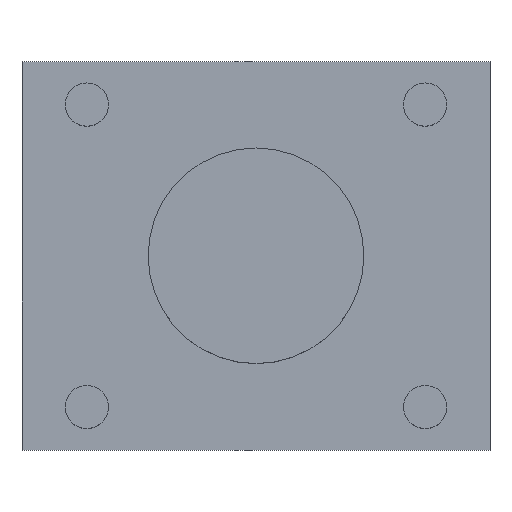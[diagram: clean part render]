
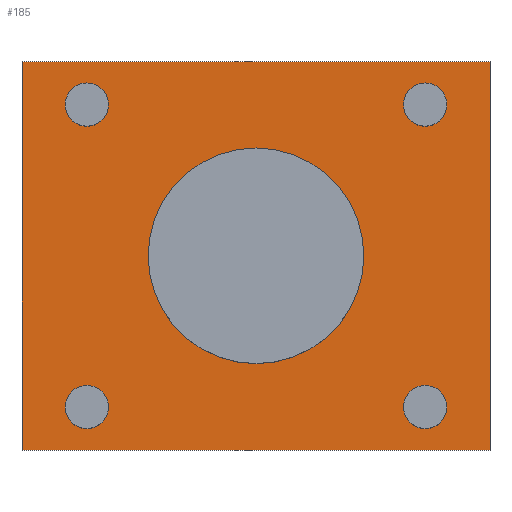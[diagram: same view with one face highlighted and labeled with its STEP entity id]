
A CAD part, top view. The second image highlights one B-rep face of the part: STEP entity #185.
In plain terms, the highlighted planar face has unit normal (0, 0, 1).
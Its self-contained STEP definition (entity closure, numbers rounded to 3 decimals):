
#94=LINE('',#1130,#142);
#95=LINE('',#1133,#143);
#96=LINE('',#1135,#144);
#97=LINE('',#1137,#145);
#142=VECTOR('',#909,1.);
#143=VECTOR('',#910,1.);
#144=VECTOR('',#911,1.);
#145=VECTOR('',#912,1.);
#185=ADVANCED_FACE('',(#264,#265,#266,#267,#268,#269),#229,.F.);
#229=PLANE('',#783);
#264=FACE_BOUND('',#310,.T.);
#265=FACE_BOUND('',#311,.T.);
#266=FACE_BOUND('',#312,.T.);
#267=FACE_BOUND('',#313,.T.);
#268=FACE_BOUND('',#314,.T.);
#269=FACE_BOUND('',#315,.T.);
#310=EDGE_LOOP('',(#405));
#311=EDGE_LOOP('',(#406));
#312=EDGE_LOOP('',(#407,#408,#409,#410));
#313=EDGE_LOOP('',(#411));
#314=EDGE_LOOP('',(#412));
#315=EDGE_LOOP('',(#413));
#405=ORIENTED_EDGE('',*,*,#632,.F.);
#406=ORIENTED_EDGE('',*,*,#633,.F.);
#407=ORIENTED_EDGE('',*,*,#634,.T.);
#408=ORIENTED_EDGE('',*,*,#635,.F.);
#409=ORIENTED_EDGE('',*,*,#636,.F.);
#410=ORIENTED_EDGE('',*,*,#637,.T.);
#411=ORIENTED_EDGE('',*,*,#638,.F.);
#412=ORIENTED_EDGE('',*,*,#639,.F.);
#413=ORIENTED_EDGE('',*,*,#631,.F.);
#564=VERTEX_POINT('',#1124);
#565=VERTEX_POINT('',#1127);
#566=VERTEX_POINT('',#1129);
#567=VERTEX_POINT('',#1131);
#568=VERTEX_POINT('',#1132);
#569=VERTEX_POINT('',#1134);
#570=VERTEX_POINT('',#1136);
#571=VERTEX_POINT('',#1139);
#572=VERTEX_POINT('',#1141);
#631=EDGE_CURVE('',#564,#564,#704,.T.);
#632=EDGE_CURVE('',#565,#565,#705,.T.);
#633=EDGE_CURVE('',#566,#566,#706,.T.);
#634=EDGE_CURVE('',#567,#568,#94,.T.);
#635=EDGE_CURVE('',#569,#568,#95,.T.);
#636=EDGE_CURVE('',#570,#569,#96,.T.);
#637=EDGE_CURVE('',#570,#567,#97,.T.);
#638=EDGE_CURVE('',#571,#571,#707,.T.);
#639=EDGE_CURVE('',#572,#572,#708,.T.);
#704=CIRCLE('',#777,6.);
#705=CIRCLE('',#779,6.);
#706=CIRCLE('',#780,6.);
#707=CIRCLE('',#781,29.95);
#708=CIRCLE('',#782,6.);
#777=AXIS2_PLACEMENT_3D('',#1123,#901,#902);
#779=AXIS2_PLACEMENT_3D('',#1126,#905,#906);
#780=AXIS2_PLACEMENT_3D('',#1128,#907,#908);
#781=AXIS2_PLACEMENT_3D('',#1138,#913,#914);
#782=AXIS2_PLACEMENT_3D('',#1140,#915,#916);
#783=AXIS2_PLACEMENT_3D('',#1142,#917,#918);
#901=DIRECTION('',(0.,0.,1.));
#902=DIRECTION('',(-1.,0.,0.));
#905=DIRECTION('',(0.,0.,1.));
#906=DIRECTION('',(-1.,0.,0.));
#907=DIRECTION('',(0.,0.,1.));
#908=DIRECTION('',(-1.,0.,0.));
#909=DIRECTION('',(-1.,0.,0.));
#910=DIRECTION('',(0.,1.,0.));
#911=DIRECTION('',(-1.,0.,0.));
#912=DIRECTION('',(0.,1.,0.));
#913=DIRECTION('',(0.,0.,1.));
#914=DIRECTION('',(-1.,0.,0.));
#915=DIRECTION('',(0.,0.,1.));
#916=DIRECTION('',(-1.,0.,0.));
#917=DIRECTION('',(0.,0.,-1.));
#918=DIRECTION('',(-1.,0.,0.));
#1123=CARTESIAN_POINT('',(-47.,42.,0.));
#1124=CARTESIAN_POINT('',(-53.,42.,0.));
#1126=CARTESIAN_POINT('',(-47.,-42.,0.));
#1127=CARTESIAN_POINT('',(-53.,-42.,0.));
#1128=CARTESIAN_POINT('',(47.,42.,0.));
#1129=CARTESIAN_POINT('',(41.,42.,0.));
#1130=CARTESIAN_POINT('',(-65.,54.,0.));
#1131=CARTESIAN_POINT('',(65.,54.,0.));
#1132=CARTESIAN_POINT('',(-65.,54.,0.));
#1133=CARTESIAN_POINT('',(-65.,-54.,0.));
#1134=CARTESIAN_POINT('',(-65.,-54.,0.));
#1135=CARTESIAN_POINT('',(-65.,-54.,0.));
#1136=CARTESIAN_POINT('',(65.,-54.,0.));
#1137=CARTESIAN_POINT('',(65.,-54.,0.));
#1138=CARTESIAN_POINT('',(0.,0.,
0.));
#1139=CARTESIAN_POINT('',(-29.95,0.,0.));
#1140=CARTESIAN_POINT('',(47.,-42.,0.));
#1141=CARTESIAN_POINT('',(41.,-42.,0.));
#1142=CARTESIAN_POINT('',(-65.,-54.,0.));
